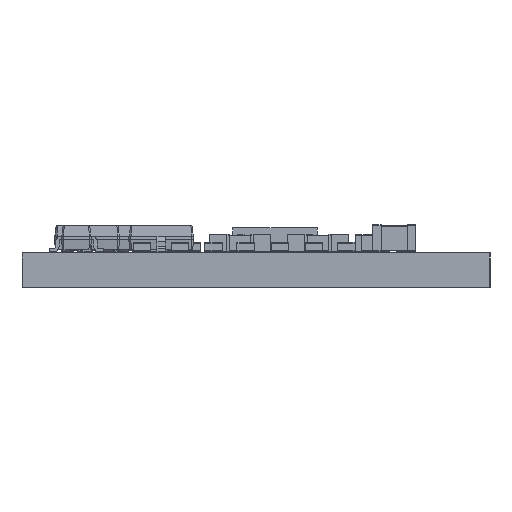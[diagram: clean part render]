
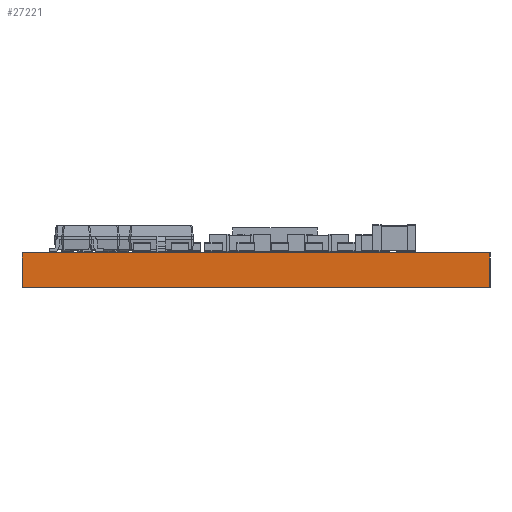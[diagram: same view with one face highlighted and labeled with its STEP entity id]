
A CAD part, left-side view. The second image highlights one B-rep face of the part: STEP entity #27221.
In plain terms, the highlighted planar face has unit normal (-1, 0, 0).
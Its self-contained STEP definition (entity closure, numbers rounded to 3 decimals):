
#27040 = PLANE('',#27041);
#27041 = AXIS2_PLACEMENT_3D('',#27042,#27043,#27044);
#27042 = CARTESIAN_POINT('',(30.5,0.,0.));
#27043 = DIRECTION('',(0.,-1.,0.));
#27044 = DIRECTION('',(-1.,0.,0.));
#27065 = VERTEX_POINT('',#27066);
#27066 = CARTESIAN_POINT('',(0.,0.,1.58));
#27080 = PLANE('',#27081);
#27081 = AXIS2_PLACEMENT_3D('',#27082,#27083,#27084);
#27082 = CARTESIAN_POINT('',(15.25,10.75,1.58));
#27083 = DIRECTION('',(-0.,-0.,-1.));
#27084 = DIRECTION('',(-1.,0.,0.));
#27092 = EDGE_CURVE('',#27093,#27065,#27095,.T.);
#27093 = VERTEX_POINT('',#27094);
#27094 = CARTESIAN_POINT('',(0.,-0.,0.));
#27095 = SURFACE_CURVE('',#27096,(#27100,#27107),.PCURVE_S1.);
#27096 = LINE('',#27097,#27098);
#27097 = CARTESIAN_POINT('',(0.,-0.,0.));
#27098 = VECTOR('',#27099,1.);
#27099 = DIRECTION('',(0.,0.,1.));
#27100 = PCURVE('',#27040,#27101);
#27101 = DEFINITIONAL_REPRESENTATION('',(#27102),#27106);
#27102 = LINE('',#27103,#27104);
#27103 = CARTESIAN_POINT('',(30.5,0.));
#27104 = VECTOR('',#27105,1.);
#27105 = DIRECTION('',(0.,-1.));
#27106 = ( GEOMETRIC_REPRESENTATION_CONTEXT(2) 
PARAMETRIC_REPRESENTATION_CONTEXT() REPRESENTATION_CONTEXT('2D SPACE',''
  ) );
#27107 = PCURVE('',#27108,#27113);
#27108 = PLANE('',#27109);
#27109 = AXIS2_PLACEMENT_3D('',#27110,#27111,#27112);
#27110 = CARTESIAN_POINT('',(0.,0.,0.));
#27111 = DIRECTION('',(-1.,0.,0.));
#27112 = DIRECTION('',(0.,1.,0.));
#27113 = DEFINITIONAL_REPRESENTATION('',(#27114),#27118);
#27114 = LINE('',#27115,#27116);
#27115 = CARTESIAN_POINT('',(0.,0.));
#27116 = VECTOR('',#27117,1.);
#27117 = DIRECTION('',(0.,-1.));
#27118 = ( GEOMETRIC_REPRESENTATION_CONTEXT(2) 
PARAMETRIC_REPRESENTATION_CONTEXT() REPRESENTATION_CONTEXT('2D SPACE',''
  ) );
#27134 = PLANE('',#27135);
#27135 = AXIS2_PLACEMENT_3D('',#27136,#27137,#27138);
#27136 = CARTESIAN_POINT('',(15.25,10.75,0.));
#27137 = DIRECTION('',(-0.,-0.,-1.));
#27138 = DIRECTION('',(-1.,0.,0.));
#27167 = PLANE('',#27168);
#27168 = AXIS2_PLACEMENT_3D('',#27169,#27170,#27171);
#27169 = CARTESIAN_POINT('',(0.,21.5,0.));
#27170 = DIRECTION('',(0.,1.,0.));
#27171 = DIRECTION('',(1.,0.,0.));
#27221 = ADVANCED_FACE('',(#27222),#27108,.T.);
#27222 = FACE_BOUND('',#27223,.T.);
#27223 = EDGE_LOOP('',(#27224,#27225,#27248,#27271));
#27224 = ORIENTED_EDGE('',*,*,#27092,.T.);
#27225 = ORIENTED_EDGE('',*,*,#27226,.T.);
#27226 = EDGE_CURVE('',#27065,#27227,#27229,.T.);
#27227 = VERTEX_POINT('',#27228);
#27228 = CARTESIAN_POINT('',(0.,21.5,1.58));
#27229 = SURFACE_CURVE('',#27230,(#27234,#27241),.PCURVE_S1.);
#27230 = LINE('',#27231,#27232);
#27231 = CARTESIAN_POINT('',(0.,0.,1.58));
#27232 = VECTOR('',#27233,1.);
#27233 = DIRECTION('',(0.,1.,0.));
#27234 = PCURVE('',#27108,#27235);
#27235 = DEFINITIONAL_REPRESENTATION('',(#27236),#27240);
#27236 = LINE('',#27237,#27238);
#27237 = CARTESIAN_POINT('',(0.,-1.58));
#27238 = VECTOR('',#27239,1.);
#27239 = DIRECTION('',(1.,0.));
#27240 = ( GEOMETRIC_REPRESENTATION_CONTEXT(2) 
PARAMETRIC_REPRESENTATION_CONTEXT() REPRESENTATION_CONTEXT('2D SPACE',''
  ) );
#27241 = PCURVE('',#27080,#27242);
#27242 = DEFINITIONAL_REPRESENTATION('',(#27243),#27247);
#27243 = LINE('',#27244,#27245);
#27244 = CARTESIAN_POINT('',(15.25,-10.75));
#27245 = VECTOR('',#27246,1.);
#27246 = DIRECTION('',(0.,1.));
#27247 = ( GEOMETRIC_REPRESENTATION_CONTEXT(2) 
PARAMETRIC_REPRESENTATION_CONTEXT() REPRESENTATION_CONTEXT('2D SPACE',''
  ) );
#27248 = ORIENTED_EDGE('',*,*,#27249,.F.);
#27249 = EDGE_CURVE('',#27250,#27227,#27252,.T.);
#27250 = VERTEX_POINT('',#27251);
#27251 = CARTESIAN_POINT('',(0.,21.5,0.));
#27252 = SURFACE_CURVE('',#27253,(#27257,#27264),.PCURVE_S1.);
#27253 = LINE('',#27254,#27255);
#27254 = CARTESIAN_POINT('',(0.,21.5,0.));
#27255 = VECTOR('',#27256,1.);
#27256 = DIRECTION('',(0.,0.,1.));
#27257 = PCURVE('',#27108,#27258);
#27258 = DEFINITIONAL_REPRESENTATION('',(#27259),#27263);
#27259 = LINE('',#27260,#27261);
#27260 = CARTESIAN_POINT('',(21.5,0.));
#27261 = VECTOR('',#27262,1.);
#27262 = DIRECTION('',(0.,-1.));
#27263 = ( GEOMETRIC_REPRESENTATION_CONTEXT(2) 
PARAMETRIC_REPRESENTATION_CONTEXT() REPRESENTATION_CONTEXT('2D SPACE',''
  ) );
#27264 = PCURVE('',#27167,#27265);
#27265 = DEFINITIONAL_REPRESENTATION('',(#27266),#27270);
#27266 = LINE('',#27267,#27268);
#27267 = CARTESIAN_POINT('',(0.,0.));
#27268 = VECTOR('',#27269,1.);
#27269 = DIRECTION('',(0.,-1.));
#27270 = ( GEOMETRIC_REPRESENTATION_CONTEXT(2) 
PARAMETRIC_REPRESENTATION_CONTEXT() REPRESENTATION_CONTEXT('2D SPACE',''
  ) );
#27271 = ORIENTED_EDGE('',*,*,#27272,.F.);
#27272 = EDGE_CURVE('',#27093,#27250,#27273,.T.);
#27273 = SURFACE_CURVE('',#27274,(#27278,#27285),.PCURVE_S1.);
#27274 = LINE('',#27275,#27276);
#27275 = CARTESIAN_POINT('',(0.,-0.,0.));
#27276 = VECTOR('',#27277,1.);
#27277 = DIRECTION('',(0.,1.,0.));
#27278 = PCURVE('',#27108,#27279);
#27279 = DEFINITIONAL_REPRESENTATION('',(#27280),#27284);
#27280 = LINE('',#27281,#27282);
#27281 = CARTESIAN_POINT('',(0.,0.));
#27282 = VECTOR('',#27283,1.);
#27283 = DIRECTION('',(1.,0.));
#27284 = ( GEOMETRIC_REPRESENTATION_CONTEXT(2) 
PARAMETRIC_REPRESENTATION_CONTEXT() REPRESENTATION_CONTEXT('2D SPACE',''
  ) );
#27285 = PCURVE('',#27134,#27286);
#27286 = DEFINITIONAL_REPRESENTATION('',(#27287),#27291);
#27287 = LINE('',#27288,#27289);
#27288 = CARTESIAN_POINT('',(15.25,-10.75));
#27289 = VECTOR('',#27290,1.);
#27290 = DIRECTION('',(0.,1.));
#27291 = ( GEOMETRIC_REPRESENTATION_CONTEXT(2) 
PARAMETRIC_REPRESENTATION_CONTEXT() REPRESENTATION_CONTEXT('2D SPACE',''
  ) );
